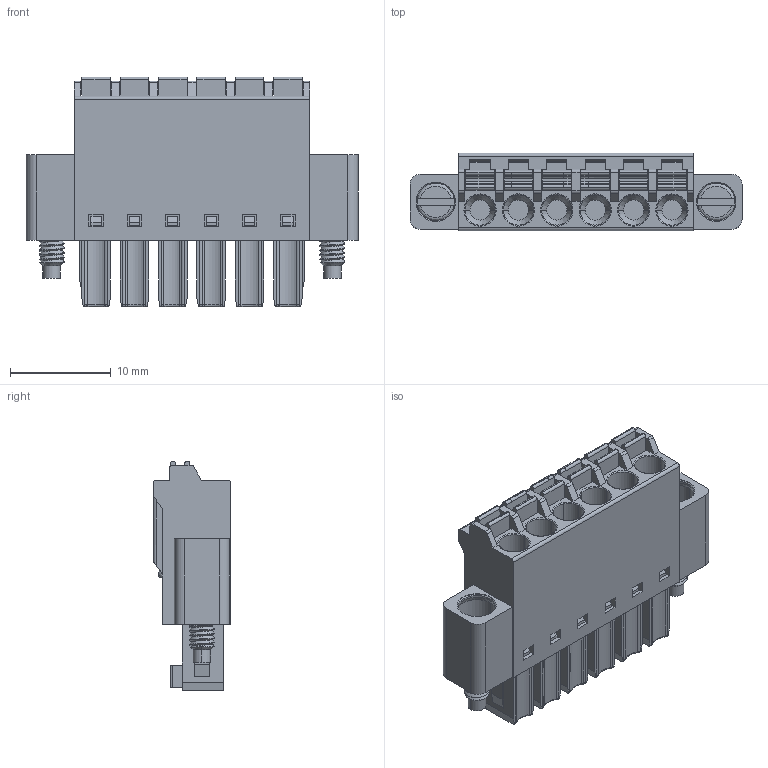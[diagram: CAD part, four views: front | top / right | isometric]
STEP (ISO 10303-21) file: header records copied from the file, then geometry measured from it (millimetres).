
FILE_DESCRIPTION( ('This file contains a STEP AP42 implementation' ,'as created by ZW3D STEP Interface translator.') ,'2;1' );
FILE_NAME( 'WJ15EDGKNM-3.81-06P-14-00A.stp' ,'2310 7.155052', (''), ('ZWCAD Software Co.'), 'Version 1.0', 'ZW3D to STEP translator', '' );
FILE_SCHEMA(('AUTOMOTIVE_DESIGN { 1 0 10303 214 1 1 1 1 }'));
Length unit declared in the file: millimetre
Products named in the file (2): 0; WJ15EDGKNM-3.81-08P-00A
Bounding box: 32.95 x 7.7 x 22.8 mm (x, y, z)
Volume: 3030 mm3; surface area: 3400.1 mm2
Topology: 3 solids, 3 shells, 866 faces, 2302 edges, 1497 vertices
Faces by surface type: plane 481, bspline 233, cylinder 92, cone 36, sphere 24
Entity records: 36467 total; most frequent: CARTESIAN_POINT 14611, ORIENTED_EDGE 4604, DIRECTION 4029, EDGE_CURVE 2302, VECTOR 1587, LINE 1587, VERTEX_POINT 1497, AXIS2_PLACEMENT_3D 1221
